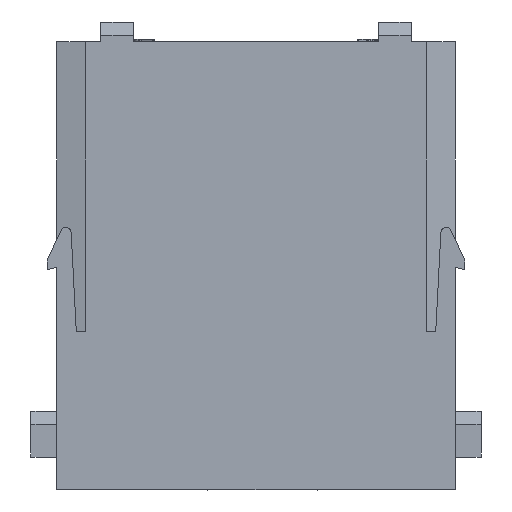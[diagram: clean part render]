
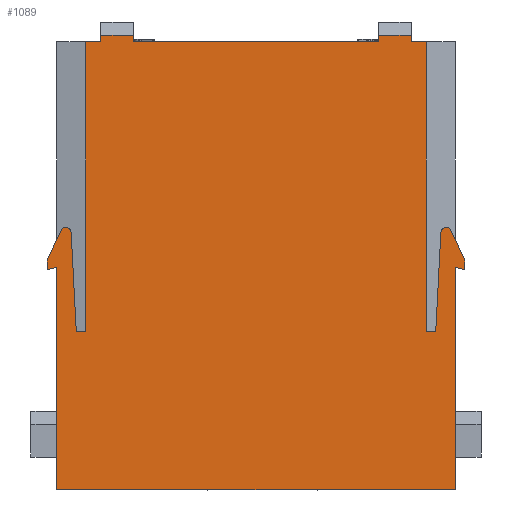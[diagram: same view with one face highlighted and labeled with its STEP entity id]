
A CAD part, left-side view. The second image highlights one B-rep face of the part: STEP entity #1089.
In plain terms, the highlighted planar face has unit normal (-1, 0, 0).
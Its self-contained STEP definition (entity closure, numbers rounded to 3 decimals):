
#1089=ADVANCED_FACE('',(#1946),#1587,.F.);
#1587=PLANE('',#11773);
#1946=FACE_OUTER_BOUND('',#2477,.T.);
#2477=EDGE_LOOP('',(#3382,#3383,#3384,#3385,#3386,#3387,#3388,#3389,#3390,
#3391,#3392,#3393,#3394,#3395,#3396,#3397,#3398,#3399,#3400,#3401,#3402,
#3403,#3404,#3405,#3406,#3407));
#3382=ORIENTED_EDGE('',*,*,#6782,.F.);
#3383=ORIENTED_EDGE('',*,*,#6783,.T.);
#3384=ORIENTED_EDGE('',*,*,#6784,.T.);
#3385=ORIENTED_EDGE('',*,*,#6785,.T.);
#3386=ORIENTED_EDGE('',*,*,#6786,.T.);
#3387=ORIENTED_EDGE('',*,*,#6787,.T.);
#3388=ORIENTED_EDGE('',*,*,#6788,.T.);
#3389=ORIENTED_EDGE('',*,*,#6789,.T.);
#3390=ORIENTED_EDGE('',*,*,#6790,.T.);
#3391=ORIENTED_EDGE('',*,*,#6791,.T.);
#3392=ORIENTED_EDGE('',*,*,#6792,.T.);
#3393=ORIENTED_EDGE('',*,*,#6793,.T.);
#3394=ORIENTED_EDGE('',*,*,#6794,.T.);
#3395=ORIENTED_EDGE('',*,*,#6795,.T.);
#3396=ORIENTED_EDGE('',*,*,#6796,.T.);
#3397=ORIENTED_EDGE('',*,*,#6797,.T.);
#3398=ORIENTED_EDGE('',*,*,#6798,.T.);
#3399=ORIENTED_EDGE('',*,*,#6799,.T.);
#3400=ORIENTED_EDGE('',*,*,#6800,.T.);
#3401=ORIENTED_EDGE('',*,*,#6801,.T.);
#3402=ORIENTED_EDGE('',*,*,#6802,.T.);
#3403=ORIENTED_EDGE('',*,*,#6803,.T.);
#3404=ORIENTED_EDGE('',*,*,#6804,.T.);
#3405=ORIENTED_EDGE('',*,*,#6805,.T.);
#3406=ORIENTED_EDGE('',*,*,#6806,.T.);
#3407=ORIENTED_EDGE('',*,*,#6807,.T.);
#5833=VERTEX_POINT('',#15477);
#5834=VERTEX_POINT('',#15478);
#5835=VERTEX_POINT('',#15480);
#5836=VERTEX_POINT('',#15482);
#5837=VERTEX_POINT('',#15484);
#5838=VERTEX_POINT('',#15486);
#5839=VERTEX_POINT('',#15488);
#5840=VERTEX_POINT('',#15490);
#5841=VERTEX_POINT('',#15492);
#5842=VERTEX_POINT('',#15494);
#5843=VERTEX_POINT('',#15496);
#5844=VERTEX_POINT('',#15498);
#5845=VERTEX_POINT('',#15500);
#5846=VERTEX_POINT('',#15502);
#5847=VERTEX_POINT('',#15504);
#5848=VERTEX_POINT('',#15506);
#5849=VERTEX_POINT('',#15508);
#5850=VERTEX_POINT('',#15510);
#5851=VERTEX_POINT('',#15512);
#5852=VERTEX_POINT('',#15514);
#5853=VERTEX_POINT('',#15516);
#5854=VERTEX_POINT('',#15518);
#5855=VERTEX_POINT('',#15520);
#5856=VERTEX_POINT('',#15522);
#5857=VERTEX_POINT('',#15524);
#5858=VERTEX_POINT('',#15526);
#6782=EDGE_CURVE('',#5833,#5834,#9150,.T.);
#6783=EDGE_CURVE('',#5833,#5835,#9151,.T.);
#6784=EDGE_CURVE('',#5835,#5836,#9152,.T.);
#6785=EDGE_CURVE('',#5836,#5837,#9153,.T.);
#6786=EDGE_CURVE('',#5837,#5838,#9154,.T.);
#6787=EDGE_CURVE('',#5838,#5839,#8264,.T.);
#6788=EDGE_CURVE('',#5839,#5840,#9155,.T.);
#6789=EDGE_CURVE('',#5840,#5841,#9156,.T.);
#6790=EDGE_CURVE('',#5841,#5842,#9157,.T.);
#6791=EDGE_CURVE('',#5842,#5843,#9158,.T.);
#6792=EDGE_CURVE('',#5843,#5844,#9159,.T.);
#6793=EDGE_CURVE('',#5844,#5845,#9160,.T.);
#6794=EDGE_CURVE('',#5845,#5846,#9161,.T.);
#6795=EDGE_CURVE('',#5846,#5847,#9162,.T.);
#6796=EDGE_CURVE('',#5847,#5848,#9163,.T.);
#6797=EDGE_CURVE('',#5848,#5849,#9164,.T.);
#6798=EDGE_CURVE('',#5849,#5850,#9165,.T.);
#6799=EDGE_CURVE('',#5850,#5851,#9166,.T.);
#6800=EDGE_CURVE('',#5851,#5852,#9167,.T.);
#6801=EDGE_CURVE('',#5852,#5853,#9168,.T.);
#6802=EDGE_CURVE('',#5853,#5854,#9169,.T.);
#6803=EDGE_CURVE('',#5854,#5855,#8265,.T.);
#6804=EDGE_CURVE('',#5855,#5856,#9170,.T.);
#6805=EDGE_CURVE('',#5856,#5857,#9171,.T.);
#6806=EDGE_CURVE('',#5857,#5858,#9172,.T.);
#6807=EDGE_CURVE('',#5858,#5834,#9173,.T.);
#8264=CIRCLE('',#11771,0.4);
#8265=CIRCLE('',#11772,0.4);
#9150=LINE('',#15476,#10252);
#9151=LINE('',#15479,#10253);
#9152=LINE('',#15481,#10254);
#9153=LINE('',#15483,#10255);
#9154=LINE('',#15485,#10256);
#9155=LINE('',#15489,#10257);
#9156=LINE('',#15491,#10258);
#9157=LINE('',#15493,#10259);
#9158=LINE('',#15495,#10260);
#9159=LINE('',#15497,#10261);
#9160=LINE('',#15499,#10262);
#9161=LINE('',#15501,#10263);
#9162=LINE('',#15503,#10264);
#9163=LINE('',#15505,#10265);
#9164=LINE('',#15507,#10266);
#9165=LINE('',#15509,#10267);
#9166=LINE('',#15511,#10268);
#9167=LINE('',#15513,#10269);
#9168=LINE('',#15515,#10270);
#9169=LINE('',#15517,#10271);
#9170=LINE('',#15521,#10272);
#9171=LINE('',#15523,#10273);
#9172=LINE('',#15525,#10274);
#9173=LINE('',#15527,#10275);
#10252=VECTOR('',#12742,1.);
#10253=VECTOR('',#12743,1.);
#10254=VECTOR('',#12744,1.);
#10255=VECTOR('',#12745,1.);
#10256=VECTOR('',#12746,1.);
#10257=VECTOR('',#12749,1.);
#10258=VECTOR('',#12750,1.);
#10259=VECTOR('',#12751,1.);
#10260=VECTOR('',#12752,1.);
#10261=VECTOR('',#12753,1.);
#10262=VECTOR('',#12754,1.);
#10263=VECTOR('',#12755,1.);
#10264=VECTOR('',#12756,1.);
#10265=VECTOR('',#12757,1.);
#10266=VECTOR('',#12758,1.);
#10267=VECTOR('',#12759,1.);
#10268=VECTOR('',#12760,1.);
#10269=VECTOR('',#12761,1.);
#10270=VECTOR('',#12762,1.);
#10271=VECTOR('',#12763,1.);
#10272=VECTOR('',#12766,1.);
#10273=VECTOR('',#12767,1.);
#10274=VECTOR('',#12768,1.);
#10275=VECTOR('',#12769,1.);
#11771=AXIS2_PLACEMENT_3D('',#15487,#12747,#12748);
#11772=AXIS2_PLACEMENT_3D('',#15519,#12764,#12765);
#11773=AXIS2_PLACEMENT_3D('',#15528,#12770,#12771);
#12742=DIRECTION('',(0.,1.,0.));
#12743=DIRECTION('',(0.,0.,1.));
#12744=DIRECTION('',(0.,-0.966,-0.259));
#12745=DIRECTION('',(0.,0.,1.));
#12746=DIRECTION('',(0.,0.423,0.906));
#12747=DIRECTION('',(-1.,0.,0.));
#12748=DIRECTION('',(0.,-0.906,0.423));
#12749=DIRECTION('',(0.,0.052,-0.999));
#12750=DIRECTION('',(0.,1.,0.));
#12751=DIRECTION('',(0.,0.,1.));
#12752=DIRECTION('',(0.,1.,0.));
#12753=DIRECTION('',(0.,0.,1.));
#12754=DIRECTION('',(0.,1.,0.));
#12755=DIRECTION('',(0.,0.,-1.));
#12756=DIRECTION('',(0.,1.,0.));
#12757=DIRECTION('',(0.,0.,1.));
#12758=DIRECTION('',(0.,1.,0.));
#12759=DIRECTION('',(0.,0.,-1.));
#12760=DIRECTION('',(0.,1.,0.));
#12761=DIRECTION('',(0.,0.,-1.));
#12762=DIRECTION('',(0.,1.,0.));
#12763=DIRECTION('',(0.,0.052,0.999));
#12764=DIRECTION('',(-1.,0.,0.));
#12765=DIRECTION('',(0.,-0.999,0.052));
#12766=DIRECTION('',(0.,0.423,-0.906));
#12767=DIRECTION('',(0.,0.,-1.));
#12768=DIRECTION('',(0.,-0.966,0.259));
#12769=DIRECTION('',(0.,0.,-1.));
#12770=DIRECTION('',(1.,0.,0.));
#12771=DIRECTION('',(0.,0.,1.));
#15476=CARTESIAN_POINT('',(-7.3,8.7,-2.5));
#15477=CARTESIAN_POINT('',(-7.3,-15.15,-2.5));
#15478=CARTESIAN_POINT('',(-7.3,15.15,-2.5));
#15479=CARTESIAN_POINT('',(-7.3,-15.15,2.65));
#15480=CARTESIAN_POINT('',(-7.3,-15.15,14.421));
#15481=CARTESIAN_POINT('',(-7.3,-15.654,14.286));
#15482=CARTESIAN_POINT('',(-7.3,-15.85,14.234));
#15483=CARTESIAN_POINT('',(-7.3,-15.85,14.234));
#15484=CARTESIAN_POINT('',(-7.3,-15.85,14.98));
#15485=CARTESIAN_POINT('',(-7.3,-15.85,14.98));
#15486=CARTESIAN_POINT('',(-7.3,-14.806,17.219));
#15487=CARTESIAN_POINT('',(-7.3,-14.444,17.05));
#15488=CARTESIAN_POINT('',(-7.3,-14.044,17.071));
#15489=CARTESIAN_POINT('',(-7.3,-14.044,17.071));
#15490=CARTESIAN_POINT('',(-7.3,-13.65,9.55));
#15491=CARTESIAN_POINT('',(-7.3,-13.65,9.55));
#15492=CARTESIAN_POINT('',(-7.3,-12.95,9.55));
#15493=CARTESIAN_POINT('',(-7.3,-12.95,9.55));
#15494=CARTESIAN_POINT('',(-7.3,-12.95,31.55));
#15495=CARTESIAN_POINT('',(-7.3,-12.95,31.55));
#15496=CARTESIAN_POINT('',(-7.3,-11.8,31.55));
#15497=CARTESIAN_POINT('',(-7.3,-11.8,31.55));
#15498=CARTESIAN_POINT('',(-7.3,-11.8,32.05));
#15499=CARTESIAN_POINT('',(-7.3,-11.8,32.05));
#15500=CARTESIAN_POINT('',(-7.3,-9.3,32.05));
#15501=CARTESIAN_POINT('',(-7.3,-9.3,32.05));
#15502=CARTESIAN_POINT('',(-7.3,-9.3,31.55));
#15503=CARTESIAN_POINT('',(-7.3,-9.3,31.55));
#15504=CARTESIAN_POINT('',(-7.3,9.3,31.55));
#15505=CARTESIAN_POINT('',(-7.3,9.3,31.55));
#15506=CARTESIAN_POINT('',(-7.3,9.3,32.05));
#15507=CARTESIAN_POINT('',(-7.3,9.3,32.05));
#15508=CARTESIAN_POINT('',(-7.3,11.8,32.05));
#15509=CARTESIAN_POINT('',(-7.3,11.8,32.05));
#15510=CARTESIAN_POINT('',(-7.3,11.8,31.55));
#15511=CARTESIAN_POINT('',(-7.3,11.8,31.55));
#15512=CARTESIAN_POINT('',(-7.3,12.95,31.55));
#15513=CARTESIAN_POINT('',(-7.3,12.95,31.55));
#15514=CARTESIAN_POINT('',(-7.3,12.95,9.55));
#15515=CARTESIAN_POINT('',(-7.3,12.95,9.55));
#15516=CARTESIAN_POINT('',(-7.3,13.65,9.55));
#15517=CARTESIAN_POINT('',(-7.3,13.65,9.55));
#15518=CARTESIAN_POINT('',(-7.3,14.044,17.071));
#15519=CARTESIAN_POINT('',(-7.3,14.444,17.05));
#15520=CARTESIAN_POINT('',(-7.3,14.806,17.219));
#15521=CARTESIAN_POINT('',(-7.3,14.806,17.219));
#15522=CARTESIAN_POINT('',(-7.3,15.85,14.98));
#15523=CARTESIAN_POINT('',(-7.3,15.85,14.98));
#15524=CARTESIAN_POINT('',(-7.3,15.85,14.234));
#15525=CARTESIAN_POINT('',(-7.3,15.85,14.234));
#15526=CARTESIAN_POINT('',(-7.3,15.15,14.421));
#15527=CARTESIAN_POINT('',(-7.3,15.15,13.9));
#15528=CARTESIAN_POINT('',(-7.3,16.007,-2.6));
